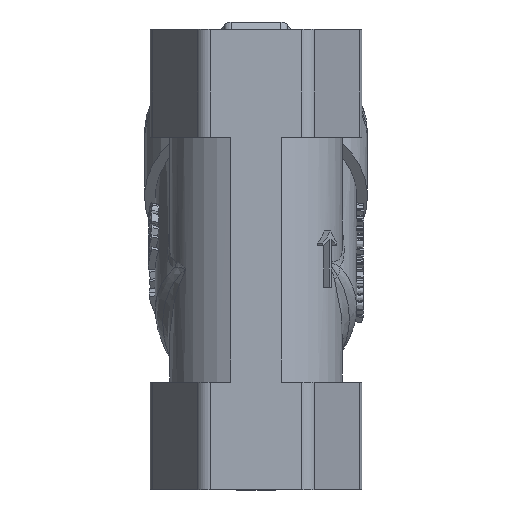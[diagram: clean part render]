
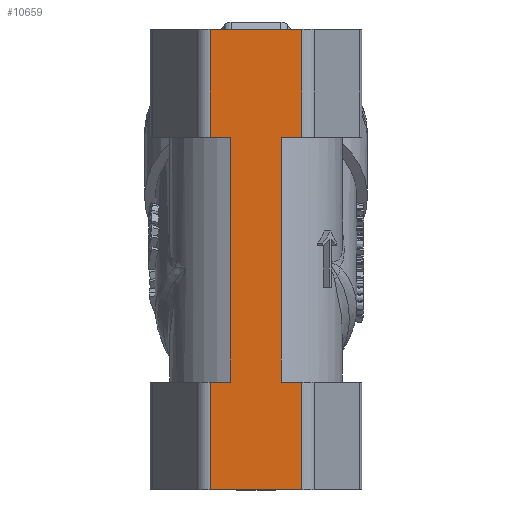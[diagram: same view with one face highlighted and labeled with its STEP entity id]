
A CAD part, front view. The second image highlights one B-rep face of the part: STEP entity #10659.
In plain terms, the highlighted planar face has unit normal (0, -1, 0).
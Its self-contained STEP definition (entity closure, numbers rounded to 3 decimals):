
#942=LINE('',#24489,#1637);
#945=LINE('',#24505,#1640);
#950=LINE('',#24522,#1645);
#951=LINE('',#24525,#1646);
#955=LINE('',#24536,#1650);
#961=LINE('',#24657,#1656);
#963=LINE('',#24661,#1658);
#964=LINE('',#24664,#1659);
#970=LINE('',#24687,#1665);
#975=LINE('',#24701,#1670);
#976=LINE('',#24704,#1671);
#977=LINE('',#24705,#1672);
#1637=VECTOR('',#13047,2.851);
#1640=VECTOR('',#13064,2.851);
#1645=VECTOR('',#13087,15.);
#1646=VECTOR('',#13090,15.);
#1650=VECTOR('',#13104,12.702);
#1656=VECTOR('',#13140,34.);
#1658=VECTOR('',#13144,34.);
#1659=VECTOR('',#13147,2.851);
#1665=VECTOR('',#13165,2.851);
#1670=VECTOR('',#13180,15.);
#1671=VECTOR('',#13183,12.702);
#1672=VECTOR('',#13184,15.);
#2403=FACE_OUTER_BOUND('',#3037,.T.);
#3037=EDGE_LOOP('',(#9259,#9260,#9261,#9262,#9263,#9264,#9265,#9266,#9267,
#9268,#9269,#9270));
#4777=VERTEX_POINT('',#24486);
#4778=VERTEX_POINT('',#24488);
#4783=VERTEX_POINT('',#24502);
#4784=VERTEX_POINT('',#24504);
#4787=VERTEX_POINT('',#24520);
#4788=VERTEX_POINT('',#24524);
#4799=VERTEX_POINT('',#24655);
#4800=VERTEX_POINT('',#24659);
#4801=VERTEX_POINT('',#24663);
#4812=VERTEX_POINT('',#24685);
#4816=VERTEX_POINT('',#24699);
#4817=VERTEX_POINT('',#24703);
#6241=EDGE_CURVE('',#4778,#4777,#942,.T.);
#6250=EDGE_CURVE('',#4784,#4783,#945,.T.);
#6259=EDGE_CURVE('',#4783,#4787,#950,.T.);
#6260=EDGE_CURVE('',#4778,#4788,#951,.T.);
#6266=EDGE_CURVE('',#4788,#4787,#955,.T.);
#6282=EDGE_CURVE('',#4799,#4784,#961,.T.);
#6284=EDGE_CURVE('',#4800,#4777,#963,.T.);
#6285=EDGE_CURVE('',#4799,#4801,#964,.T.);
#6297=EDGE_CURVE('',#4812,#4800,#970,.T.);
#6304=EDGE_CURVE('',#4816,#4801,#975,.T.);
#6305=EDGE_CURVE('',#4816,#4817,#976,.T.);
#6306=EDGE_CURVE('',#4817,#4812,#977,.T.);
#9259=ORIENTED_EDGE('',*,*,#6305,.F.);
#9260=ORIENTED_EDGE('',*,*,#6304,.T.);
#9261=ORIENTED_EDGE('',*,*,#6285,.F.);
#9262=ORIENTED_EDGE('',*,*,#6282,.T.);
#9263=ORIENTED_EDGE('',*,*,#6250,.T.);
#9264=ORIENTED_EDGE('',*,*,#6259,.T.);
#9265=ORIENTED_EDGE('',*,*,#6266,.F.);
#9266=ORIENTED_EDGE('',*,*,#6260,.F.);
#9267=ORIENTED_EDGE('',*,*,#6241,.T.);
#9268=ORIENTED_EDGE('',*,*,#6284,.F.);
#9269=ORIENTED_EDGE('',*,*,#6297,.F.);
#9270=ORIENTED_EDGE('',*,*,#6306,.F.);
#9520=PLANE('',#11275);
#10659=ADVANCED_FACE('',(#2403),#9520,.T.);
#11275=AXIS2_PLACEMENT_3D('',#24702,#13181,#13182);
#13047=DIRECTION('',(1.,0.,0.));
#13064=DIRECTION('',(1.,0.,0.));
#13087=DIRECTION('',(0.,0.,1.));
#13090=DIRECTION('',(0.,0.,1.));
#13104=DIRECTION('',(1.,0.,0.));
#13140=DIRECTION('',(0.,0.,1.));
#13144=DIRECTION('',(0.,0.,1.));
#13147=DIRECTION('',(1.,0.,0.));
#13165=DIRECTION('',(1.,0.,0.));
#13180=DIRECTION('',(0.,0.,1.));
#13181=DIRECTION('center_axis',(0.,-1.,0.));
#13182=DIRECTION('ref_axis',(1.,0.,0.));
#13183=DIRECTION('',(-1.,0.,0.));
#13184=DIRECTION('',(0.,0.,1.));
#24486=CARTESIAN_POINT('',(-10.604,-15.191,12.142));
#24488=CARTESIAN_POINT('',(-13.455,-15.191,12.142));
#24489=CARTESIAN_POINT('',(-13.455,-15.191,12.142));
#24502=CARTESIAN_POINT('',(-0.753,-15.191,12.142));
#24504=CARTESIAN_POINT('',(-3.604,-15.191,12.142));
#24505=CARTESIAN_POINT('',(-13.455,-15.191,12.142));
#24520=CARTESIAN_POINT('',(-0.753,-15.191,27.142));
#24522=CARTESIAN_POINT('',(-0.753,-15.191,12.142));
#24524=CARTESIAN_POINT('',(-13.455,-15.191,27.142));
#24525=CARTESIAN_POINT('',(-13.455,-15.191,12.142));
#24536=CARTESIAN_POINT('',(-13.455,-15.191,27.142));
#24655=CARTESIAN_POINT('',(-3.604,-15.191,-21.858));
#24657=CARTESIAN_POINT('',(-3.604,-15.191,-21.858));
#24659=CARTESIAN_POINT('',(-10.604,-15.191,-21.858));
#24661=CARTESIAN_POINT('',(-10.604,-15.191,-21.858));
#24663=CARTESIAN_POINT('',(-0.753,-15.191,-21.858));
#24664=CARTESIAN_POINT('',(-0.753,-15.191,-21.858));
#24685=CARTESIAN_POINT('',(-13.455,-15.191,-21.858));
#24687=CARTESIAN_POINT('',(-0.753,-15.191,-21.858));
#24699=CARTESIAN_POINT('',(-0.753,-15.191,-36.858));
#24701=CARTESIAN_POINT('',(-0.753,-15.191,-36.858));
#24702=CARTESIAN_POINT('Origin',(-13.455,-15.191,-36.858));
#24703=CARTESIAN_POINT('',(-13.455,-15.191,-36.858));
#24704=CARTESIAN_POINT('',(-0.753,-15.191,-36.858));
#24705=CARTESIAN_POINT('',(-13.455,-15.191,-36.858));
